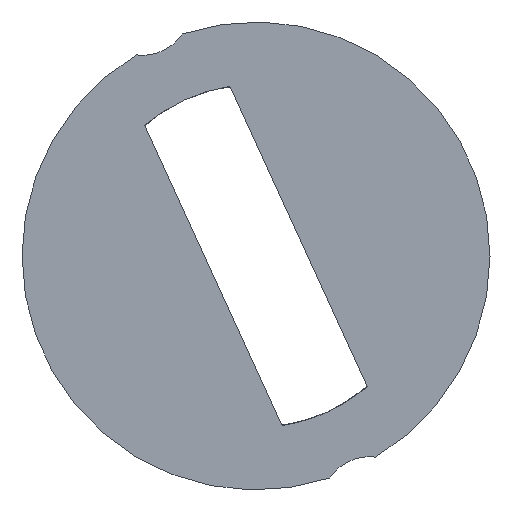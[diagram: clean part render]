
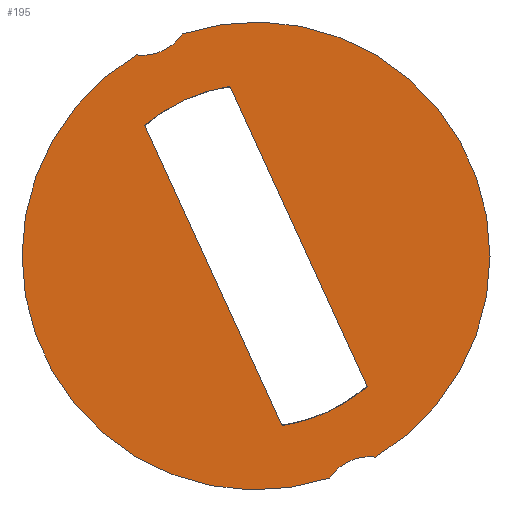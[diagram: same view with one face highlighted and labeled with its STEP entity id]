
A CAD part, left-side view. The second image highlights one B-rep face of the part: STEP entity #195.
In plain terms, the highlighted planar face has unit normal (-1, 0, 0).
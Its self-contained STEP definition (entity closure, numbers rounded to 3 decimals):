
#24=FACE_BOUND('',#64,.T.);
#26=LINE('',#333,#39);
#27=LINE('',#336,#40);
#39=VECTOR('',#265,10.);
#40=VECTOR('',#268,10.);
#52=FACE_OUTER_BOUND('',#63,.T.);
#63=EDGE_LOOP('',(#135,#136,#137,#138));
#64=EDGE_LOOP('',(#139,#140,#141,#142,#143));
#76=CIRCLE('',#222,3.05);
#77=CIRCLE('',#223,15.);
#78=CIRCLE('',#224,3.05);
#79=CIRCLE('',#225,15.);
#80=CIRCLE('',#226,11.);
#81=CIRCLE('',#227,11.);
#82=CIRCLE('',#228,11.);
#90=VERTEX_POINT('',#319);
#91=VERTEX_POINT('',#320);
#92=VERTEX_POINT('',#322);
#93=VERTEX_POINT('',#324);
#94=VERTEX_POINT('',#327);
#95=VERTEX_POINT('',#328);
#96=VERTEX_POINT('',#330);
#97=VERTEX_POINT('',#332);
#98=VERTEX_POINT('',#334);
#108=EDGE_CURVE('',#90,#91,#76,.T.);
#109=EDGE_CURVE('',#91,#92,#77,.T.);
#110=EDGE_CURVE('',#92,#93,#78,.T.);
#111=EDGE_CURVE('',#93,#90,#79,.T.);
#112=EDGE_CURVE('',#94,#95,#80,.T.);
#113=EDGE_CURVE('',#95,#96,#81,.T.);
#114=EDGE_CURVE('',#96,#97,#26,.T.);
#115=EDGE_CURVE('',#97,#98,#82,.T.);
#116=EDGE_CURVE('',#98,#94,#27,.T.);
#135=ORIENTED_EDGE('',*,*,#108,.T.);
#136=ORIENTED_EDGE('',*,*,#109,.T.);
#137=ORIENTED_EDGE('',*,*,#110,.T.);
#138=ORIENTED_EDGE('',*,*,#111,.T.);
#139=ORIENTED_EDGE('',*,*,#112,.T.);
#140=ORIENTED_EDGE('',*,*,#113,.T.);
#141=ORIENTED_EDGE('',*,*,#114,.T.);
#142=ORIENTED_EDGE('',*,*,#115,.T.);
#143=ORIENTED_EDGE('',*,*,#116,.T.);
#189=PLANE('',#221);
#195=ADVANCED_FACE('',(#52,#24),#189,.T.);
#221=AXIS2_PLACEMENT_3D('',#318,#251,#252);
#222=AXIS2_PLACEMENT_3D('',#321,#253,#254);
#223=AXIS2_PLACEMENT_3D('',#323,#255,#256);
#224=AXIS2_PLACEMENT_3D('',#325,#257,#258);
#225=AXIS2_PLACEMENT_3D('',#326,#259,#260);
#226=AXIS2_PLACEMENT_3D('',#329,#261,#262);
#227=AXIS2_PLACEMENT_3D('',#331,#263,#264);
#228=AXIS2_PLACEMENT_3D('',#335,#266,#267);
#251=DIRECTION('center_axis',(-1.,0.,0.));
#252=DIRECTION('ref_axis',(0.,0.,1.));
#253=DIRECTION('center_axis',(1.,0.,0.));
#254=DIRECTION('ref_axis',(0.,-1.,0.));
#255=DIRECTION('center_axis',(-1.,0.,0.));
#256=DIRECTION('ref_axis',(0.,0.,1.));
#257=DIRECTION('center_axis',(1.,0.,0.));
#258=DIRECTION('ref_axis',(0.,-1.,0.));
#259=DIRECTION('center_axis',(-1.,0.,0.));
#260=DIRECTION('ref_axis',(0.,0.,1.));
#261=DIRECTION('center_axis',(1.,0.,0.));
#262=DIRECTION('ref_axis',(0.,-0.273,-0.962));
#263=DIRECTION('center_axis',(1.,0.,0.));
#264=DIRECTION('ref_axis',(0.,-0.273,-0.962));
#265=DIRECTION('',(0.,0.,1.));
#266=DIRECTION('center_axis',(1.,0.,0.));
#267=DIRECTION('ref_axis',(0.,0.273,0.962));
#268=DIRECTION('',(0.,0.,-1.));
#318=CARTESIAN_POINT('Origin',(-36.052,0.,-73.334));
#319=CARTESIAN_POINT('',(-36.052,-1.615,-58.421));
#320=CARTESIAN_POINT('',(-36.052,1.615,-58.421));
#321=CARTESIAN_POINT('Origin',(-36.052,0.,-55.834));
#322=CARTESIAN_POINT('',(-36.052,1.615,-88.247));
#323=CARTESIAN_POINT('Origin',(-36.052,0.,-73.334));
#324=CARTESIAN_POINT('',(-36.052,-1.615,-88.247));
#325=CARTESIAN_POINT('Origin',(-36.052,0.,-90.834));
#326=CARTESIAN_POINT('Origin',(-36.052,0.,-73.334));
#327=CARTESIAN_POINT('',(-36.052,-3.005,-83.916));
#328=CARTESIAN_POINT('',(-36.052,0.,-84.334));
#329=CARTESIAN_POINT('Origin',(-36.052,0.,-73.334));
#330=CARTESIAN_POINT('',(-36.052,3.005,-83.916));
#331=CARTESIAN_POINT('Origin',(-36.052,0.,-73.334));
#332=CARTESIAN_POINT('',(-36.052,3.005,-62.752));
#333=CARTESIAN_POINT('',(-36.052,3.005,-68.043));
#334=CARTESIAN_POINT('',(-36.052,-3.005,-62.752));
#335=CARTESIAN_POINT('Origin',(-36.052,0.,-73.334));
#336=CARTESIAN_POINT('',(-36.052,-3.005,-78.625));
